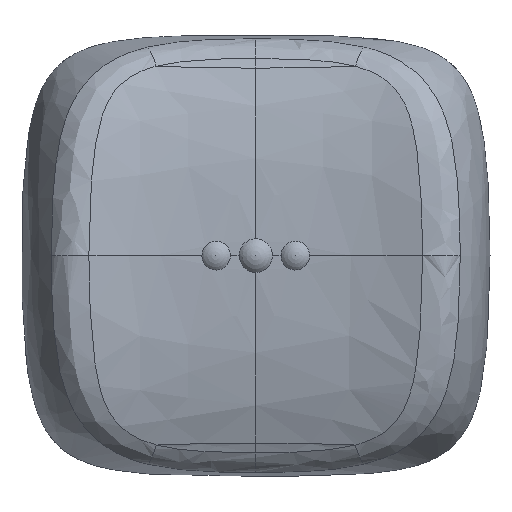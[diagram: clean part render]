
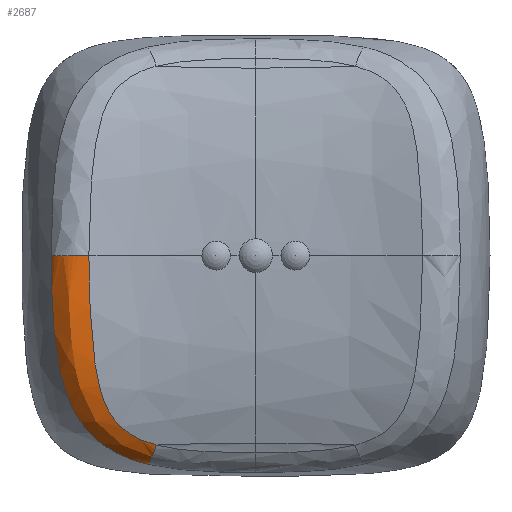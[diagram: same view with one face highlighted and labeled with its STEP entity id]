
A CAD part, top view. The second image highlights one B-rep face of the part: STEP entity #2687.
In plain terms, the highlighted free-form (B-spline) face has degree [3, 3] with [5, 12] control points.
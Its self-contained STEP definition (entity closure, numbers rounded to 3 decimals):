
#308=FACE_OUTER_BOUND('',#467,.T.);
#467=EDGE_LOOP('',(#2385,#2386,#2387,#2388));
#676=CIRCLE('',#2937,1.26);
#678=CIRCLE('',#2939,1.26);
#833=B_SPLINE_CURVE_WITH_KNOTS('',3,(#12329,#12330,#12331,#12332,#12333,
#12334,#12335,#12336,#12337,#12338,#12339,#12340),.UNSPECIFIED.,.F.,.F.,
(4,1,1,1,1,1,1,1,1,4),(0.,0.087,0.116,0.173,
0.231,0.347,0.462,0.578,
0.665,0.809),.UNSPECIFIED.);
#841=B_SPLINE_CURVE_WITH_KNOTS('',3,(#13341,#13342,#13343,#13344,#13345,
#13346,#13347,#13348,#13349,#13350,#13351,#13352),.UNSPECIFIED.,.F.,.F.,
(4,1,1,1,1,1,1,1,1,4),(-0.809,-0.665,-0.578,
-0.462,-0.347,-0.231,-0.173,
-0.116,-0.087,0.),.UNSPECIFIED.);
#1113=VERTEX_POINT('',#12178);
#1118=VERTEX_POINT('',#12328);
#1125=VERTEX_POINT('',#13334);
#1126=VERTEX_POINT('',#13340);
#1533=EDGE_CURVE('',#1118,#1113,#833,.T.);
#1544=EDGE_CURVE('',#1126,#1125,#841,.T.);
#1549=EDGE_CURVE('',#1118,#1125,#676,.T.);
#1552=EDGE_CURVE('',#1113,#1126,#678,.T.);
#2385=ORIENTED_EDGE('',*,*,#1552,.T.);
#2386=ORIENTED_EDGE('',*,*,#1544,.T.);
#2387=ORIENTED_EDGE('',*,*,#1549,.F.);
#2388=ORIENTED_EDGE('',*,*,#1533,.T.);
#2531=B_SPLINE_SURFACE_WITH_KNOTS('',3,3,((#13414,#13415,#13416,#13417,
#13418,#13419,#13420,#13421,#13422,#13423,#13424,#13425),(#13426,#13427,
#13428,#13429,#13430,#13431,#13432,#13433,#13434,#13435,#13436,#13437),
(#13438,#13439,#13440,#13441,#13442,#13443,#13444,#13445,#13446,#13447,
#13448,#13449),(#13450,#13451,#13452,#13453,#13454,#13455,#13456,#13457,
#13458,#13459,#13460,#13461),(#13462,#13463,#13464,#13465,#13466,#13467,
#13468,#13469,#13470,#13471,#13472,#13473)),.UNSPECIFIED.,.F.,.F.,.F.,(4,
1,4),(4,1,1,1,1,1,1,1,1,4),(0.,0.5,1.),(0.,0.087,0.116,
0.173,0.231,0.347,0.462,
0.578,0.665,0.809),.UNSPECIFIED.);
#2687=ADVANCED_FACE('',(#308),#2531,.F.);
#2937=AXIS2_PLACEMENT_3D('',#13406,#3470,#3471);
#2939=AXIS2_PLACEMENT_3D('',#13474,#3474,#3475);
#3470=DIRECTION('center_axis',(0.957,-0.201,-0.211));
#3471=DIRECTION('ref_axis',(0.126,-0.37,0.92));
#3474=DIRECTION('center_axis',(0.,-1.,0.));
#3475=DIRECTION('ref_axis',(0.3,0.,0.954));
#12178=CARTESIAN_POINT('',(-6.23,0.,5.526));
#12328=CARTESIAN_POINT('',(-3.716,-7.072,3.978));
#12329=CARTESIAN_POINT('Ctrl Pts',(-3.716,-7.072,
3.978));
#12330=CARTESIAN_POINT('Ctrl Pts',(-3.975,-7.001,
4.041));
#12331=CARTESIAN_POINT('Ctrl Pts',(-4.31,-6.883,
4.142));
#12332=CARTESIAN_POINT('Ctrl Pts',(-4.773,-6.618,4.325));
#12333=CARTESIAN_POINT('Ctrl Pts',(-5.124,-6.338,
4.494));
#12334=CARTESIAN_POINT('Ctrl Pts',(-5.574,-5.74,
4.781));
#12335=CARTESIAN_POINT('Ctrl Pts',(-5.891,-4.792,
5.089));
#12336=CARTESIAN_POINT('Ctrl Pts',(-6.074,-3.588,
5.319));
#12337=CARTESIAN_POINT('Ctrl Pts',(-6.163,-2.482,
5.44));
#12338=CARTESIAN_POINT('Ctrl Pts',(-6.217,-1.284,5.512));
#12339=CARTESIAN_POINT('Ctrl Pts',(-6.23,-0.492,
5.526));
#12340=CARTESIAN_POINT('Ctrl Pts',(-6.23,0.,
5.526));
#13334=CARTESIAN_POINT('',(-4.033,-7.787,3.225));
#13340=CARTESIAN_POINT('',(-7.634,0.,5.056));
#13341=CARTESIAN_POINT('Ctrl Pts',(-7.634,0.,
5.056));
#13342=CARTESIAN_POINT('Ctrl Pts',(-7.634,-0.505,
5.056));
#13343=CARTESIAN_POINT('Ctrl Pts',(-7.619,-1.312,
5.039));
#13344=CARTESIAN_POINT('Ctrl Pts',(-7.561,-2.538,4.96));
#13345=CARTESIAN_POINT('Ctrl Pts',(-7.446,-3.692,4.833));
#13346=CARTESIAN_POINT('Ctrl Pts',(-7.196,-4.998,
4.613));
#13347=CARTESIAN_POINT('Ctrl Pts',(-6.645,-6.178,4.317));
#13348=CARTESIAN_POINT('Ctrl Pts',(-5.893,-6.95,
3.955));
#13349=CARTESIAN_POINT('Ctrl Pts',(-5.381,-7.286,
3.718));
#13350=CARTESIAN_POINT('Ctrl Pts',(-4.754,-7.59,
3.459));
#13351=CARTESIAN_POINT('Ctrl Pts',(-4.34,-7.715,
3.315));
#13352=CARTESIAN_POINT('Ctrl Pts',(-4.033,-7.787,
3.225));
#13406=CARTESIAN_POINT('Origin',(-3.875,-6.605,2.818));
#13414=CARTESIAN_POINT('Ctrl Pts',(-3.716,-7.072,
3.978));
#13415=CARTESIAN_POINT('Ctrl Pts',(-3.975,-7.001,
4.041));
#13416=CARTESIAN_POINT('Ctrl Pts',(-4.31,-6.883,
4.142));
#13417=CARTESIAN_POINT('Ctrl Pts',(-4.773,-6.618,4.325));
#13418=CARTESIAN_POINT('Ctrl Pts',(-5.124,-6.338,
4.494));
#13419=CARTESIAN_POINT('Ctrl Pts',(-5.574,-5.74,
4.781));
#13420=CARTESIAN_POINT('Ctrl Pts',(-5.891,-4.792,
5.089));
#13421=CARTESIAN_POINT('Ctrl Pts',(-6.074,-3.588,
5.319));
#13422=CARTESIAN_POINT('Ctrl Pts',(-6.163,-2.482,
5.44));
#13423=CARTESIAN_POINT('Ctrl Pts',(-6.217,-1.284,5.512));
#13424=CARTESIAN_POINT('Ctrl Pts',(-6.23,-0.492,
5.526));
#13425=CARTESIAN_POINT('Ctrl Pts',(-6.23,0.,
5.526));
#13426=CARTESIAN_POINT('Ctrl Pts',(-3.766,-7.241,3.916));
#13427=CARTESIAN_POINT('Ctrl Pts',(-4.032,-7.169,
3.984));
#13428=CARTESIAN_POINT('Ctrl Pts',(-4.381,-7.047,
4.092));
#13429=CARTESIAN_POINT('Ctrl Pts',(-4.872,-6.774,
4.291));
#13430=CARTESIAN_POINT('Ctrl Pts',(-5.252,-6.483,
4.477));
#13431=CARTESIAN_POINT('Ctrl Pts',(-5.757,-5.857,
4.799));
#13432=CARTESIAN_POINT('Ctrl Pts',(-6.123,-4.867,
5.143));
#13433=CARTESIAN_POINT('Ctrl Pts',(-6.32,-3.631,
5.389));
#13434=CARTESIAN_POINT('Ctrl Pts',(-6.414,-2.506,
5.516));
#13435=CARTESIAN_POINT('Ctrl Pts',(-6.469,-1.295,5.591));
#13436=CARTESIAN_POINT('Ctrl Pts',(-6.482,-0.497,
5.605));
#13437=CARTESIAN_POINT('Ctrl Pts',(-6.482,0.,
5.605));
#13438=CARTESIAN_POINT('Ctrl Pts',(-3.875,-7.549,
3.715));
#13439=CARTESIAN_POINT('Ctrl Pts',(-4.159,-7.475,3.793));
#13440=CARTESIAN_POINT('Ctrl Pts',(-4.535,-7.348,
3.917));
#13441=CARTESIAN_POINT('Ctrl Pts',(-5.086,-7.059,
4.147));
#13442=CARTESIAN_POINT('Ctrl Pts',(-5.525,-6.747,
4.363));
#13443=CARTESIAN_POINT('Ctrl Pts',(-6.15,-6.064,
4.732));
#13444=CARTESIAN_POINT('Ctrl Pts',(-6.626,-4.988,
5.11));
#13445=CARTESIAN_POINT('Ctrl Pts',(-6.86,-3.697,
5.371));
#13446=CARTESIAN_POINT('Ctrl Pts',(-6.966,-2.544,
5.506));
#13447=CARTESIAN_POINT('Ctrl Pts',(-7.022,-1.313,
5.584));
#13448=CARTESIAN_POINT('Ctrl Pts',(-7.036,-0.504,
5.6));
#13449=CARTESIAN_POINT('Ctrl Pts',(-7.036,0.,
5.6));
#13450=CARTESIAN_POINT('Ctrl Pts',(-3.984,-7.734,
3.398));
#13451=CARTESIAN_POINT('Ctrl Pts',(-4.284,-7.661,
3.484));
#13452=CARTESIAN_POINT('Ctrl Pts',(-4.686,-7.534,
3.622));
#13453=CARTESIAN_POINT('Ctrl Pts',(-5.291,-7.234,
3.874));
#13454=CARTESIAN_POINT('Ctrl Pts',(-5.782,-6.906,
4.106));
#13455=CARTESIAN_POINT('Ctrl Pts',(-6.501,-6.163,
4.476));
#13456=CARTESIAN_POINT('Ctrl Pts',(-7.043,-5.012,
4.807));
#13457=CARTESIAN_POINT('Ctrl Pts',(-7.295,-3.704,
5.044));
#13458=CARTESIAN_POINT('Ctrl Pts',(-7.409,-2.546,
5.175));
#13459=CARTESIAN_POINT('Ctrl Pts',(-7.467,-1.315,
5.254));
#13460=CARTESIAN_POINT('Ctrl Pts',(-7.481,-0.505,
5.271));
#13461=CARTESIAN_POINT('Ctrl Pts',(-7.481,0.,
5.271));
#13462=CARTESIAN_POINT('Ctrl Pts',(-4.033,-7.787,
3.225));
#13463=CARTESIAN_POINT('Ctrl Pts',(-4.34,-7.715,
3.315));
#13464=CARTESIAN_POINT('Ctrl Pts',(-4.754,-7.59,
3.459));
#13465=CARTESIAN_POINT('Ctrl Pts',(-5.381,-7.286,
3.718));
#13466=CARTESIAN_POINT('Ctrl Pts',(-5.893,-6.95,
3.955));
#13467=CARTESIAN_POINT('Ctrl Pts',(-6.645,-6.178,4.317));
#13468=CARTESIAN_POINT('Ctrl Pts',(-7.196,-4.998,
4.613));
#13469=CARTESIAN_POINT('Ctrl Pts',(-7.446,-3.692,4.833));
#13470=CARTESIAN_POINT('Ctrl Pts',(-7.561,-2.538,4.96));
#13471=CARTESIAN_POINT('Ctrl Pts',(-7.619,-1.312,
5.039));
#13472=CARTESIAN_POINT('Ctrl Pts',(-7.634,-0.505,
5.056));
#13473=CARTESIAN_POINT('Ctrl Pts',(-7.634,0.,
5.056));
#13474=CARTESIAN_POINT('Origin',(-6.608,0.,
4.324));
